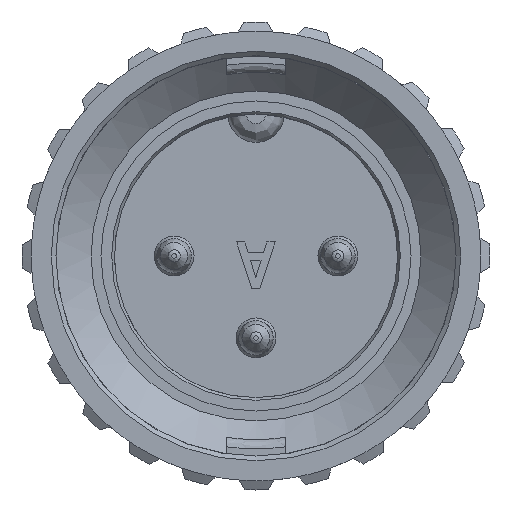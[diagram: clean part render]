
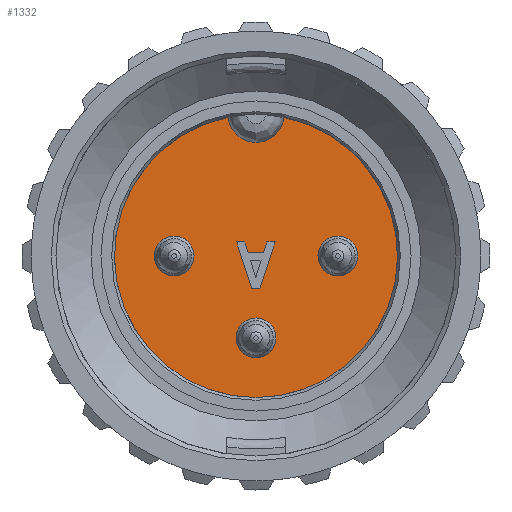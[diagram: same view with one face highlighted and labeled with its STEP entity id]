
A CAD part, front view. The second image highlights one B-rep face of the part: STEP entity #1332.
In plain terms, the highlighted planar face has unit normal (0, -1, 0).
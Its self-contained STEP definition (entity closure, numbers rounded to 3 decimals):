
#435=B_SPLINE_CURVE_WITH_KNOTS('',3,(#15058,#15059,#15060,#15061),
 .UNSPECIFIED.,.F.,.F.,(4,4),(0.,1.),.UNSPECIFIED.);
#436=B_SPLINE_CURVE_WITH_KNOTS('',3,(#15067,#15068,#15069,#15070),
 .UNSPECIFIED.,.F.,.F.,(4,4),(0.,1.),.UNSPECIFIED.);
#437=B_SPLINE_CURVE_WITH_KNOTS('',3,(#15074,#15075,#15076,#15077),
 .UNSPECIFIED.,.F.,.F.,(4,4),(0.,1.),.UNSPECIFIED.);
#438=B_SPLINE_CURVE_WITH_KNOTS('',3,(#15081,#15082,#15083,#15084),
 .UNSPECIFIED.,.F.,.F.,(4,4),(0.,1.),.UNSPECIFIED.);
#439=B_SPLINE_CURVE_WITH_KNOTS('',3,(#15088,#15089,#15090,#15091),
 .UNSPECIFIED.,.F.,.F.,(4,4),(0.,1.),.UNSPECIFIED.);
#440=B_SPLINE_CURVE_WITH_KNOTS('',3,(#15095,#15096,#15097,#15098),
 .UNSPECIFIED.,.F.,.F.,(4,4),(0.,1.),.UNSPECIFIED.);
#441=B_SPLINE_CURVE_WITH_KNOTS('',3,(#15102,#15103,#15104,#15105),
 .UNSPECIFIED.,.F.,.F.,(4,4),(0.,1.),.UNSPECIFIED.);
#442=B_SPLINE_CURVE_WITH_KNOTS('',3,(#15109,#15110,#15111,#15112),
 .UNSPECIFIED.,.F.,.F.,(4,4),(0.,1.),.UNSPECIFIED.);
#1332=ADVANCED_FACE('',(#3228,#3229,#3230,#3231,#3232),#1673,.F.);
#1673=PLANE('',#9734);
#3228=FACE_BOUND('',#3576,.T.);
#3229=FACE_BOUND('',#3577,.T.);
#3230=FACE_BOUND('',#3578,.T.);
#3231=FACE_BOUND('',#3579,.T.);
#3232=FACE_BOUND('',#3580,.T.);
#3576=EDGE_LOOP('',(#5484,#5485,#5486,#5487,#5488,#5489,#5490,#5491));
#3577=EDGE_LOOP('',(#5492,#5493));
#3578=EDGE_LOOP('',(#5494));
#3579=EDGE_LOOP('',(#5495));
#3580=EDGE_LOOP('',(#5496));
#5484=ORIENTED_EDGE('',*,*,#8295,.T.);
#5485=ORIENTED_EDGE('',*,*,#8293,.T.);
#5486=ORIENTED_EDGE('',*,*,#8291,.T.);
#5487=ORIENTED_EDGE('',*,*,#8289,.T.);
#5488=ORIENTED_EDGE('',*,*,#8287,.T.);
#5489=ORIENTED_EDGE('',*,*,#8285,.T.);
#5490=ORIENTED_EDGE('',*,*,#8283,.T.);
#5491=ORIENTED_EDGE('',*,*,#8280,.T.);
#5492=ORIENTED_EDGE('',*,*,#8296,.T.);
#5493=ORIENTED_EDGE('',*,*,#8297,.T.);
#5494=ORIENTED_EDGE('',*,*,#8279,.F.);
#5495=ORIENTED_EDGE('',*,*,#8278,.F.);
#5496=ORIENTED_EDGE('',*,*,#8277,.F.);
#7137=VERTEX_POINT('',#15050);
#7138=VERTEX_POINT('',#15053);
#7139=VERTEX_POINT('',#15056);
#7140=VERTEX_POINT('',#15062);
#7141=VERTEX_POINT('',#15063);
#7142=VERTEX_POINT('',#15071);
#7143=VERTEX_POINT('',#15078);
#7144=VERTEX_POINT('',#15085);
#7145=VERTEX_POINT('',#15092);
#7146=VERTEX_POINT('',#15099);
#7147=VERTEX_POINT('',#15106);
#7148=VERTEX_POINT('',#15115);
#7149=VERTEX_POINT('',#15116);
#8277=EDGE_CURVE('',#7137,#7137,#9028,.T.);
#8278=EDGE_CURVE('',#7138,#7138,#9029,.T.);
#8279=EDGE_CURVE('',#7139,#7139,#9030,.T.);
#8280=EDGE_CURVE('',#7140,#7141,#435,.T.);
#8283=EDGE_CURVE('',#7142,#7140,#436,.T.);
#8285=EDGE_CURVE('',#7143,#7142,#437,.T.);
#8287=EDGE_CURVE('',#7144,#7143,#438,.T.);
#8289=EDGE_CURVE('',#7145,#7144,#439,.T.);
#8291=EDGE_CURVE('',#7146,#7145,#440,.T.);
#8293=EDGE_CURVE('',#7147,#7146,#441,.T.);
#8295=EDGE_CURVE('',#7141,#7147,#442,.T.);
#8296=EDGE_CURVE('',#7148,#7149,#9031,.T.);
#8297=EDGE_CURVE('',#7149,#7148,#9032,.T.);
#9028=CIRCLE('',#9718,0.853);
#9029=CIRCLE('',#9720,0.853);
#9030=CIRCLE('',#9722,0.853);
#9031=CIRCLE('',#9732,6.05);
#9032=CIRCLE('',#9733,1.2);
#9718=AXIS2_PLACEMENT_3D('',#15049,#11596,#11597);
#9720=AXIS2_PLACEMENT_3D('',#15052,#11600,#11601);
#9722=AXIS2_PLACEMENT_3D('',#15055,#11604,#11605);
#9732=AXIS2_PLACEMENT_3D('',#15114,#11632,#11633);
#9733=AXIS2_PLACEMENT_3D('',#15117,#11634,#11635);
#9734=AXIS2_PLACEMENT_3D('',#15118,#11636,#11637);
#11596=DIRECTION('',(0.,-1.,0.));
#11597=DIRECTION('',(0.,0.,1.));
#11600=DIRECTION('',(0.,-1.,0.));
#11601=DIRECTION('',(0.,0.,1.));
#11604=DIRECTION('',(0.,-1.,0.));
#11605=DIRECTION('',(0.,0.,1.));
#11632=DIRECTION('',(0.,-1.,0.));
#11633=DIRECTION('',(0.,0.,1.));
#11634=DIRECTION('',(0.,1.,0.));
#11635=DIRECTION('',(0.,0.,-1.));
#11636=DIRECTION('',(0.,1.,0.));
#11637=DIRECTION('',(0.,0.,-1.));
#15049=CARTESIAN_POINT('',(11.5,-25.,0.));
#15050=CARTESIAN_POINT('',(11.5,-25.,0.853));
#15052=CARTESIAN_POINT('',(18.5,-25.,0.));
#15053=CARTESIAN_POINT('',(18.5,-25.,0.853));
#15055=CARTESIAN_POINT('',(15.,-25.,-3.5));
#15056=CARTESIAN_POINT('',(15.,-25.,-2.647));
#15058=CARTESIAN_POINT('',(14.663,-25.,0.146));
#15059=CARTESIAN_POINT('',(14.882,-25.,0.146));
#15060=CARTESIAN_POINT('',(15.101,-25.,0.146));
#15061=CARTESIAN_POINT('',(15.321,-25.,0.146));
#15062=CARTESIAN_POINT('',(14.663,-25.,0.146));
#15063=CARTESIAN_POINT('',(15.321,-25.,0.146));
#15067=CARTESIAN_POINT('',(14.527,-25.,0.6));
#15068=CARTESIAN_POINT('',(14.572,-25.,0.449));
#15069=CARTESIAN_POINT('',(14.618,-25.,0.297));
#15070=CARTESIAN_POINT('',(14.663,-25.,0.146));
#15071=CARTESIAN_POINT('',(14.527,-25.,0.6));
#15074=CARTESIAN_POINT('',(14.175,-25.,0.6));
#15075=CARTESIAN_POINT('',(14.292,-25.,0.6));
#15076=CARTESIAN_POINT('',(14.41,-25.,0.6));
#15077=CARTESIAN_POINT('',(14.527,-25.,0.6));
#15078=CARTESIAN_POINT('',(14.175,-25.,0.6));
#15081=CARTESIAN_POINT('',(14.816,-25.,-1.4));
#15082=CARTESIAN_POINT('',(14.602,-25.,-0.733));
#15083=CARTESIAN_POINT('',(14.389,-25.,-0.067));
#15084=CARTESIAN_POINT('',(14.175,-25.,0.6));
#15085=CARTESIAN_POINT('',(14.816,-25.,-1.4));
#15088=CARTESIAN_POINT('',(15.167,-25.,-1.4));
#15089=CARTESIAN_POINT('',(15.05,-25.,-1.4));
#15090=CARTESIAN_POINT('',(14.933,-25.,-1.4));
#15091=CARTESIAN_POINT('',(14.816,-25.,-1.4));
#15092=CARTESIAN_POINT('',(15.167,-25.,-1.4));
#15095=CARTESIAN_POINT('',(15.825,-25.,0.6));
#15096=CARTESIAN_POINT('',(15.606,-25.,-0.067));
#15097=CARTESIAN_POINT('',(15.386,-25.,-0.733));
#15098=CARTESIAN_POINT('',(15.167,-25.,-1.4));
#15099=CARTESIAN_POINT('',(15.825,-25.,0.6));
#15102=CARTESIAN_POINT('',(15.464,-25.,0.6));
#15103=CARTESIAN_POINT('',(15.584,-25.,0.6));
#15104=CARTESIAN_POINT('',(15.705,-25.,0.6));
#15105=CARTESIAN_POINT('',(15.825,-25.,0.6));
#15106=CARTESIAN_POINT('',(15.464,-25.,0.6));
#15109=CARTESIAN_POINT('',(15.321,-25.,0.146));
#15110=CARTESIAN_POINT('',(15.368,-25.,0.297));
#15111=CARTESIAN_POINT('',(15.416,-25.,0.449));
#15112=CARTESIAN_POINT('',(15.464,-25.,0.6));
#15114=CARTESIAN_POINT('',(15.,-25.,0.));
#15115=CARTESIAN_POINT('',(13.806,-25.,5.931));
#15116=CARTESIAN_POINT('',(16.194,-25.,5.931));
#15117=CARTESIAN_POINT('',(15.,-25.,6.05));
#15118=CARTESIAN_POINT('',(15.,-25.,6.05));
